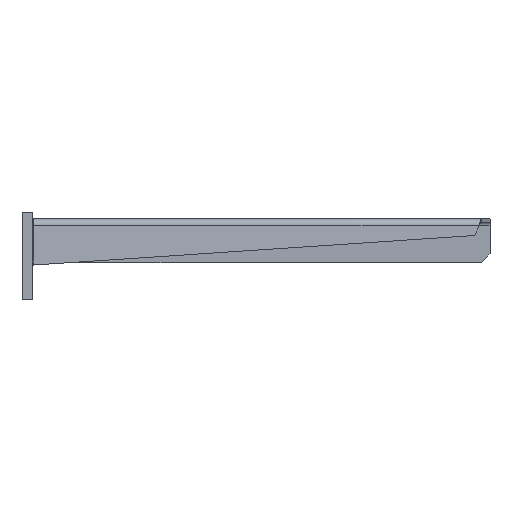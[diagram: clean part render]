
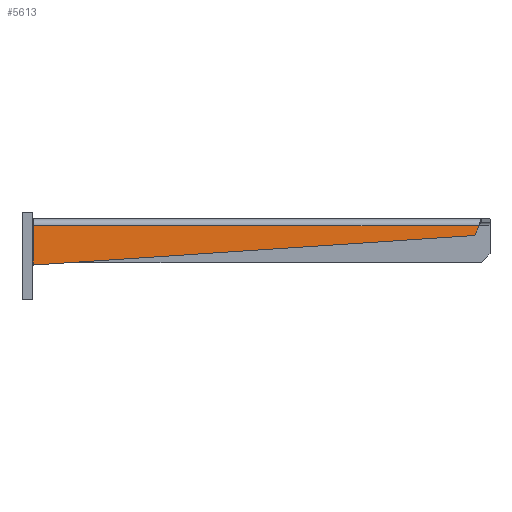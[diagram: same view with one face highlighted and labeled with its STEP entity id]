
A CAD part, front view. The second image highlights one B-rep face of the part: STEP entity #5613.
In plain terms, the highlighted planar face has unit normal (0.14, -0.99, 0).
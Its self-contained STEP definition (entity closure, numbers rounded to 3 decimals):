
#1123=DIRECTION('',(-0.99,-0.14,0.));
#1124=VECTOR('',#1123,206.808);
#1125=CARTESIAN_POINT('',(205.036,-5.681,-3.));
#1126=LINE('',#1125,#1124);
#1127=DIRECTION('',(0.388,0.055,0.92));
#1128=VECTOR('',#1127,4.985);
#1129=CARTESIAN_POINT('',(203.104,-5.954,
-7.587));
#1130=LINE('',#1129,#1128);
#1131=DIRECTION('',(0.988,0.14,0.066));
#1132=VECTOR('',#1131,205.319);
#1133=CARTESIAN_POINT('',(0.249,-34.623,
-21.157));
#1134=LINE('',#1133,#1132);
#1135=DIRECTION('',(-0.001,0.,-1.));
#1136=VECTOR('',#1135,18.157);
#1137=CARTESIAN_POINT('',(0.263,-34.621,
-3.));
#1138=LINE('',#1137,#1136);
#4183=CARTESIAN_POINT('',(0.249,-34.623,
-21.157));
#4184=CARTESIAN_POINT('',(203.104,-5.954,
-7.587));
#4185=VERTEX_POINT('',#4183);
#4186=VERTEX_POINT('',#4184);
#4481=CARTESIAN_POINT('',(205.036,-5.681,-3.));
#4482=VERTEX_POINT('',#4481);
#4521=CARTESIAN_POINT('',(0.263,-34.621,
-3.));
#4522=VERTEX_POINT('',#4521);
#5599=CARTESIAN_POINT('',(4.802,-33.979,31.38));
#5600=DIRECTION('',(-0.14,0.99,0.));
#5601=DIRECTION('',(-0.98,-0.139,0.14));
#5602=AXIS2_PLACEMENT_3D('',#5599,#5600,#5601);
#5603=PLANE('',#5602);
#5605=ORIENTED_EDGE('',*,*,#5604,.F.);
#5607=ORIENTED_EDGE('',*,*,#5606,.F.);
#5609=ORIENTED_EDGE('',*,*,#5608,.F.);
#5610=ORIENTED_EDGE('',*,*,#5589,.F.);
#5611=EDGE_LOOP('',(#5605,#5607,#5609,#5610));
#5612=FACE_OUTER_BOUND('',#5611,.F.);
#5613=ADVANCED_FACE('',(#5612),#5603,.F.);
#5589=EDGE_CURVE('',#4522,#4185,#1138,.T.);
#5604=EDGE_CURVE('',#4482,#4522,#1126,.T.);
#5606=EDGE_CURVE('',#4186,#4482,#1130,.T.);
#5608=EDGE_CURVE('',#4185,#4186,#1134,.T.);
